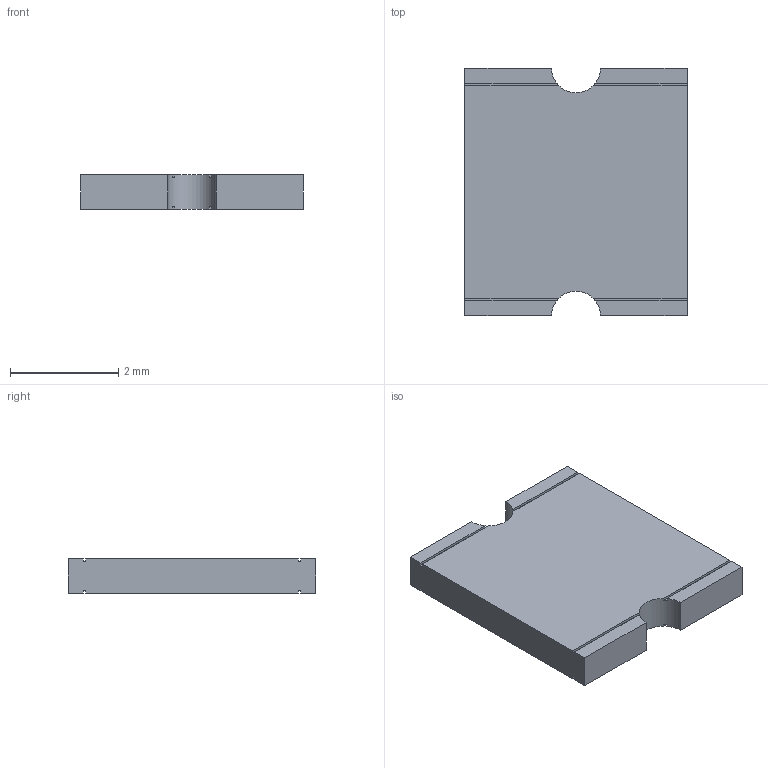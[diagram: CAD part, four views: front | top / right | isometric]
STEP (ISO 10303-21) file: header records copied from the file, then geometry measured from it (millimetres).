
FILE_DESCRIPTION(('FreeCAD Model'),'2;1');
FILE_NAME('Open CASCADE Shape Model','2023-07-04T20:50:16',( 'kicad StepUp'),('ksu MCAD'),'Open CASCADE STEP processor 7.6', 'FreeCAD','Unknown');
FILE_SCHEMA(('AUTOMOTIVE_DESIGN { 1 0 10303 214 1 1 1 1 }'));
Length unit declared in the file: millimetre
Products named in the file (1): MF-SMDF200-2
Bounding box: 4.12 x 4.57 x 0.63 mm (x, y, z)
Volume: 11.4 mm3; surface area: 49.2 mm2
Topology: 1 solids, 1 shells, 42 faces, 120 edges, 80 vertices
Faces by surface type: plane 40, cylinder 2
Entity records: 1479 total; most frequent: CARTESIAN_POINT 243, ORIENTED_EDGE 240, DIRECTION 226, EDGE_CURVE 120, LINE 100, VECTOR 100, VERTEX_POINT 80, AXIS2_PLACEMENT_3D 63
